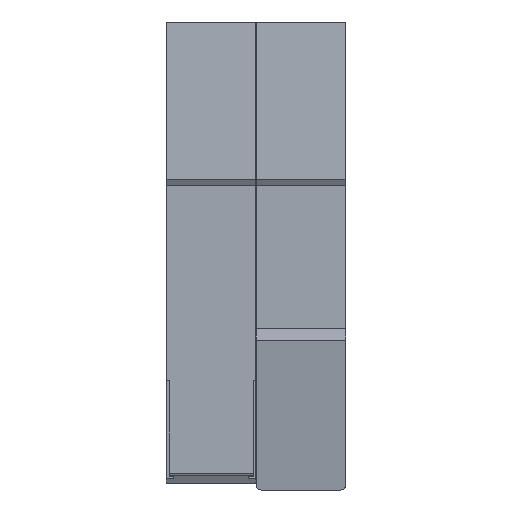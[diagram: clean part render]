
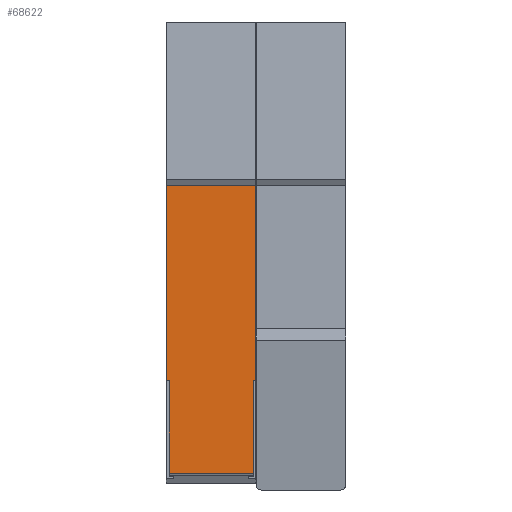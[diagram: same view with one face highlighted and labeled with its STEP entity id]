
A CAD part, front view. The second image highlights one B-rep face of the part: STEP entity #68622.
In plain terms, the highlighted planar face has unit normal (0, -1, 0).
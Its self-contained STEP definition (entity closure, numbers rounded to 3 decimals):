
#578 = CARTESIAN_POINT ( 'NONE',  ( 8.75, -30.2, -40.736 ) ) ;
#1921 = ORIENTED_EDGE ( 'NONE', *, *, #39834, .T. ) ;
#2076 = DIRECTION ( 'NONE',  ( 0., 1., 0. ) ) ;
#3187 = ORIENTED_EDGE ( 'NONE', *, *, #32204, .T. ) ;
#4357 = CARTESIAN_POINT ( 'NONE',  ( 16., -30.2, 22.64 ) ) ;
#6393 = VECTOR ( 'NONE', #13581, 1000. ) ;
#7122 = DIRECTION ( 'NONE',  ( 0., 0., -1. ) ) ;
#7232 = EDGE_LOOP ( 'NONE', ( #1921, #3187, #25573, #15338, #31178, #34992, #17929, #17513, #36087, #50257, #62697, #33695 ) ) ;
#7270 = VERTEX_POINT ( 'NONE', #68322 ) ;
#9602 = EDGE_CURVE ( 'NONE', #59667, #54880, #68014, .T. ) ;
#9876 = DIRECTION ( 'NONE',  ( 0., 0., 1. ) ) ;
#10073 = DIRECTION ( 'NONE',  ( 0., 0., -1. ) ) ;
#11033 = AXIS2_PLACEMENT_3D ( 'NONE', #53333, #2076, #59663 ) ;
#11228 = CARTESIAN_POINT ( 'NONE',  ( 0.6, -30.2, -22.64 ) ) ;
#12335 = CARTESIAN_POINT ( 'NONE',  ( 0.6, -30.2, 22.64 ) ) ;
#12754 = LINE ( 'NONE', #35534, #19048 ) ;
#12841 = VERTEX_POINT ( 'NONE', #50408 ) ;
#12966 = VECTOR ( 'NONE', #40338, 1000. ) ;
#13581 = DIRECTION ( 'NONE',  ( 1., 0., 0. ) ) ;
#14492 = EDGE_CURVE ( 'NONE', #40526, #54880, #30704, .T. ) ;
#15300 = LINE ( 'NONE', #42966, #54049 ) ;
#15338 = ORIENTED_EDGE ( 'NONE', *, *, #32676, .T. ) ;
#15891 = VECTOR ( 'NONE', #46278, 1000. ) ;
#16425 = EDGE_CURVE ( 'NONE', #12841, #66670, #45101, .T. ) ;
#16667 = DIRECTION ( 'NONE',  ( 1., 0., 0. ) ) ;
#16781 = CARTESIAN_POINT ( 'NONE',  ( 0.6, -30.2, 22.64 ) ) ;
#17125 = VERTEX_POINT ( 'NONE', #20902 ) ;
#17513 = ORIENTED_EDGE ( 'NONE', *, *, #14492, .T. ) ;
#17929 = ORIENTED_EDGE ( 'NONE', *, *, #33819, .T. ) ;
#18587 = VECTOR ( 'NONE', #38172, 1000. ) ;
#19048 = VECTOR ( 'NONE', #7122, 1000. ) ;
#19987 = FACE_OUTER_BOUND ( 'NONE', #7232, .T. ) ;
#20902 = CARTESIAN_POINT ( 'NONE',  ( 0., -30.2, -22.64 ) ) ;
#22146 = LINE ( 'NONE', #27007, #30402 ) ;
#23361 = DIRECTION ( 'NONE',  ( 1., 0., 0. ) ) ;
#23472 = CARTESIAN_POINT ( 'NONE',  ( 0.6, -30.2, 40.736 ) ) ;
#25052 = DIRECTION ( 'NONE',  ( -1., 0., 0. ) ) ;
#25573 = ORIENTED_EDGE ( 'NONE', *, *, #28988, .F. ) ;
#27007 = CARTESIAN_POINT ( 'NONE',  ( 17., -30.2, 22.64 ) ) ;
#27084 = EDGE_CURVE ( 'NONE', #59667, #45399, #58511, .T. ) ;
#28988 = EDGE_CURVE ( 'NONE', #38060, #7270, #12754, .T. ) ;
#29056 = CARTESIAN_POINT ( 'NONE',  ( 0.6, -30.2, -22.64 ) ) ;
#29320 = VECTOR ( 'NONE', #25052, 1000. ) ;
#30371 = CARTESIAN_POINT ( 'NONE',  ( 16., -30.2, -22.64 ) ) ;
#30402 = VECTOR ( 'NONE', #9876, 1000. ) ;
#30704 = LINE ( 'NONE', #47189, #29320 ) ;
#31178 = ORIENTED_EDGE ( 'NONE', *, *, #38932, .F. ) ;
#32204 = EDGE_CURVE ( 'NONE', #34591, #7270, #51836, .T. ) ;
#32223 = CARTESIAN_POINT ( 'NONE',  ( 17.5, -30.2, -22.64 ) ) ;
#32676 = EDGE_CURVE ( 'NONE', #38060, #61062, #41991, .T. ) ;
#33695 = ORIENTED_EDGE ( 'NONE', *, *, #55698, .F. ) ;
#33819 = EDGE_CURVE ( 'NONE', #12841, #40526, #22146, .T. ) ;
#34591 = VERTEX_POINT ( 'NONE', #60933 ) ;
#34992 = ORIENTED_EDGE ( 'NONE', *, *, #16425, .F. ) ;
#35534 = CARTESIAN_POINT ( 'NONE',  ( 17., -30.2, -22.64 ) ) ;
#35686 = DIRECTION ( 'NONE',  ( -1., 0., 0. ) ) ;
#36087 = ORIENTED_EDGE ( 'NONE', *, *, #9602, .F. ) ;
#36482 = PLANE ( 'NONE',  #11033 ) ;
#38060 = VERTEX_POINT ( 'NONE', #46136 ) ;
#38172 = DIRECTION ( 'NONE',  ( -1., 0., 0. ) ) ;
#38482 = EDGE_CURVE ( 'NONE', #45399, #17125, #64399, .T. ) ;
#38932 = EDGE_CURVE ( 'NONE', #66670, #61062, #15300, .T. ) ;
#39834 = EDGE_CURVE ( 'NONE', #55808, #34591, #73934, .T. ) ;
#40338 = DIRECTION ( 'NONE',  ( 0., 0., 1. ) ) ;
#40526 = VERTEX_POINT ( 'NONE', #64337 ) ;
#41470 = VECTOR ( 'NONE', #16667, 1000. ) ;
#41991 = LINE ( 'NONE', #30371, #6393 ) ;
#42966 = CARTESIAN_POINT ( 'NONE',  ( 17.5, -30.2, 0. ) ) ;
#44505 = CARTESIAN_POINT ( 'NONE',  ( 1.5, -30.2, -22.64 ) ) ;
#45101 = LINE ( 'NONE', #4357, #41470 ) ;
#45399 = VERTEX_POINT ( 'NONE', #72089 ) ;
#46136 = CARTESIAN_POINT ( 'NONE',  ( 17., -30.2, -22.64 ) ) ;
#46270 = VECTOR ( 'NONE', #35686, 1000. ) ;
#46278 = DIRECTION ( 'NONE',  ( 0., 0., -1. ) ) ;
#46796 = CARTESIAN_POINT ( 'NONE',  ( 0., -30.2, 0. ) ) ;
#47189 = CARTESIAN_POINT ( 'NONE',  ( 8.75, -30.2, 40.736 ) ) ;
#47764 = CARTESIAN_POINT ( 'NONE',  ( 17.5, -30.2, 22.64 ) ) ;
#49009 = LINE ( 'NONE', #44505, #18587 ) ;
#50257 = ORIENTED_EDGE ( 'NONE', *, *, #27084, .T. ) ;
#50408 = CARTESIAN_POINT ( 'NONE',  ( 17., -30.2, 22.64 ) ) ;
#50443 = VECTOR ( 'NONE', #53541, 1000. ) ;
#51836 = LINE ( 'NONE', #578, #70800 ) ;
#53333 = CARTESIAN_POINT ( 'NONE',  ( 8.75, -30.2, 0. ) ) ;
#53541 = DIRECTION ( 'NONE',  ( 0., 0., -1. ) ) ;
#54049 = VECTOR ( 'NONE', #10073, 1000. ) ;
#54880 = VERTEX_POINT ( 'NONE', #23472 ) ;
#55698 = EDGE_CURVE ( 'NONE', #55808, #17125, #49009, .T. ) ;
#55808 = VERTEX_POINT ( 'NONE', #11228 ) ;
#58511 = LINE ( 'NONE', #64128, #46270 ) ;
#59663 = DIRECTION ( 'NONE',  ( 0., 0., 1. ) ) ;
#59667 = VERTEX_POINT ( 'NONE', #12335 ) ;
#60933 = CARTESIAN_POINT ( 'NONE',  ( 0.6, -30.2, -40.736 ) ) ;
#61062 = VERTEX_POINT ( 'NONE', #32223 ) ;
#62697 = ORIENTED_EDGE ( 'NONE', *, *, #38482, .T. ) ;
#64128 = CARTESIAN_POINT ( 'NONE',  ( 1.5, -30.2, 22.64 ) ) ;
#64337 = CARTESIAN_POINT ( 'NONE',  ( 17., -30.2, 40.736 ) ) ;
#64399 = LINE ( 'NONE', #46796, #50443 ) ;
#66670 = VERTEX_POINT ( 'NONE', #47764 ) ;
#68014 = LINE ( 'NONE', #16781, #12966 ) ;
#68322 = CARTESIAN_POINT ( 'NONE',  ( 17., -30.2, -40.736 ) ) ;
#68622 = ADVANCED_FACE ( 'NONE', ( #19987 ), #36482, .F. ) ;
#70800 = VECTOR ( 'NONE', #23361, 1000. ) ;
#72089 = CARTESIAN_POINT ( 'NONE',  ( 0., -30.2, 22.64 ) ) ;
#73934 = LINE ( 'NONE', #29056, #15891 ) ;
